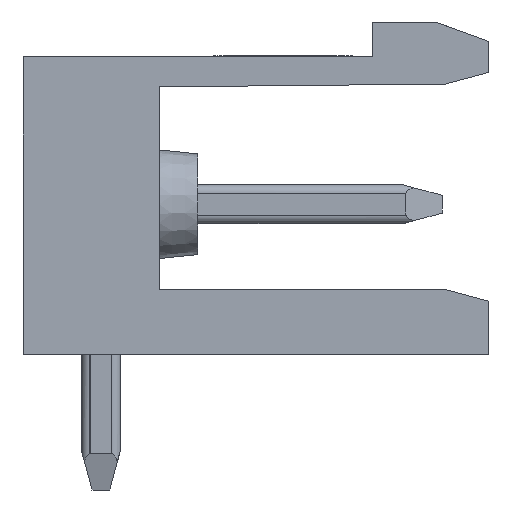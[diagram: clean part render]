
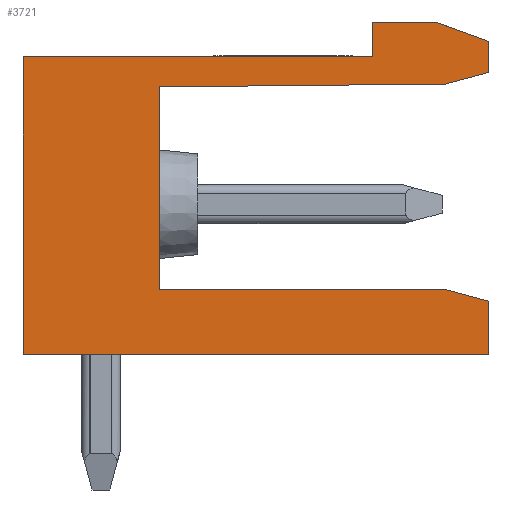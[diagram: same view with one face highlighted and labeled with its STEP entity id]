
A CAD part, left-side view. The second image highlights one B-rep face of the part: STEP entity #3721.
In plain terms, the highlighted planar face has unit normal (-1, 0, 0).
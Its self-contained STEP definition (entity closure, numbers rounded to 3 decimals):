
#3721=ADVANCED_FACE('',(#7049),#7050,.F.);
#7049=FACE_OUTER_BOUND('',#24688,.T.);
#7050=PLANE('',#24689);
#24688=EDGE_LOOP('',(#29653,#29654,#29655,#29656,#29657,#29658,#29659,#29660,#29661,#29662,#29663,#29664,#29665));
#24689=AXIS2_PLACEMENT_3D('',#29666,#29667,#29668);
#29653=ORIENTED_EDGE('',*,*,#33806,.T.);
#29654=ORIENTED_EDGE('',*,*,#33807,.T.);
#29655=ORIENTED_EDGE('',*,*,#33808,.T.);
#29656=ORIENTED_EDGE('',*,*,#33809,.T.);
#29657=ORIENTED_EDGE('',*,*,#33810,.T.);
#29658=ORIENTED_EDGE('',*,*,#33811,.T.);
#29659=ORIENTED_EDGE('',*,*,#33812,.T.);
#29660=ORIENTED_EDGE('',*,*,#33813,.T.);
#29661=ORIENTED_EDGE('',*,*,#33814,.T.);
#29662=ORIENTED_EDGE('',*,*,#33815,.T.);
#29663=ORIENTED_EDGE('',*,*,#33816,.T.);
#29664=ORIENTED_EDGE('',*,*,#33817,.F.);
#29665=ORIENTED_EDGE('',*,*,#33818,.F.);
#29666=CARTESIAN_POINT('',(0.,13.204,10.898));
#29667=DIRECTION('',(1.0,0.,0.));
#29668=DIRECTION('',(0.,0.,1.0));
#33806=EDGE_CURVE('',#36227,#36228,#36229,.F.);
#33807=EDGE_CURVE('',#36228,#36230,#36231,.F.);
#33808=EDGE_CURVE('',#36230,#36232,#36233,.F.);
#33809=EDGE_CURVE('',#36232,#36234,#36235,.F.);
#33810=EDGE_CURVE('',#36234,#36236,#36237,.F.);
#33811=EDGE_CURVE('',#36236,#36238,#36239,.F.);
#33812=EDGE_CURVE('',#36238,#36240,#36241,.F.);
#33813=EDGE_CURVE('',#36240,#36242,#36243,.F.);
#33814=EDGE_CURVE('',#36242,#36244,#36245,.F.);
#33815=EDGE_CURVE('',#36244,#36246,#36247,.F.);
#33816=EDGE_CURVE('',#36246,#36248,#36249,.F.);
#33817=EDGE_CURVE('',#36250,#36248,#36251,.F.);
#33818=EDGE_CURVE('',#36227,#36250,#36252,.F.);
#36227=VERTEX_POINT('',#39758);
#36228=VERTEX_POINT('',#39759);
#36229=LINE('',#39760,#39761);
#36230=VERTEX_POINT('',#39762);
#36231=LINE('',#39763,#39764);
#36232=VERTEX_POINT('',#39765);
#36233=LINE('',#39766,#39767);
#36234=VERTEX_POINT('',#39768);
#36235=LINE('',#39769,#39770);
#36236=VERTEX_POINT('',#39771);
#36237=LINE('',#39772,#39773);
#36238=VERTEX_POINT('',#39774);
#36239=LINE('',#39775,#39776);
#36240=VERTEX_POINT('',#39777);
#36241=LINE('',#39778,#39779);
#36242=VERTEX_POINT('',#39780);
#36243=LINE('',#39781,#39782);
#36244=VERTEX_POINT('',#39783);
#36245=LINE('',#39784,#39785);
#36246=VERTEX_POINT('',#39786);
#36247=LINE('',#39787,#39788);
#36248=VERTEX_POINT('',#39789);
#36249=LINE('',#39790,#39791);
#36250=VERTEX_POINT('',#39792);
#36251=LINE('',#39793,#39794);
#36252=LINE('',#39795,#39796);
#39758=CARTESIAN_POINT('',(0.,8.5,1.67));
#39759=CARTESIAN_POINT('',(0.,8.5,6.897));
#39760=CARTESIAN_POINT('',(0.,8.5,6.599));
#39761=VECTOR('',#43153,1.0);
#39762=CARTESIAN_POINT('',(0.,1.12,6.97));
#39763=CARTESIAN_POINT('',(0.,7.329,6.908));
#39764=VECTOR('',#43154,1.0);
#39765=CARTESIAN_POINT('',(0.,0.,7.27));
#39766=CARTESIAN_POINT('',(0.,6.285,5.586));
#39767=VECTOR('',#43155,1.0);
#39768=CARTESIAN_POINT('',(0.,0.,8.07));
#39769=CARTESIAN_POINT('',(0.,0.,5.449));
#39770=VECTOR('',#43156,1.0);
#39771=CARTESIAN_POINT('',(0.,1.374,8.57));
#39772=CARTESIAN_POINT('',(0.,6.284,10.357));
#39773=VECTOR('',#43157,1.0);
#39774=CARTESIAN_POINT('',(0.,3.,8.57));
#39775=CARTESIAN_POINT('',(0.,8.102,8.57));
#39776=VECTOR('',#43158,1.0);
#39777=CARTESIAN_POINT('',(0.,3.,7.67));
#39778=CARTESIAN_POINT('',(0.,3.,9.734));
#39779=VECTOR('',#43159,1.0);
#39780=CARTESIAN_POINT('',(0.,12.0,7.67));
#39781=CARTESIAN_POINT('',(0.,10.852,7.67));
#39782=VECTOR('',#43160,1.0);
#39783=CARTESIAN_POINT('',(0.,12.0,0.));
#39784=CARTESIAN_POINT('',(0.,12.0,9.284));
#39785=VECTOR('',#43161,1.0);
#39786=CARTESIAN_POINT('',(0.,0.,0.));
#39787=CARTESIAN_POINT('',(0.,10.352,0.0));
#39788=VECTOR('',#43162,1.0);
#39789=CARTESIAN_POINT('',(0.,0.,1.37));
#39790=CARTESIAN_POINT('',(0.,0.,5.449));
#39791=VECTOR('',#43163,1.0);
#39792=CARTESIAN_POINT('',(0.,1.12,1.67));
#39793=CARTESIAN_POINT('',(0.,7.911,3.49));
#39794=VECTOR('',#43164,1.0);
#39795=CARTESIAN_POINT('',(0.,6.602,1.67));
#39796=VECTOR('',#43165,1.0);
#43153=DIRECTION('',(0.,0.,-1.0));
#43154=DIRECTION('',(0.,1.,-0.01));
#43155=DIRECTION('',(0.,0.966,-0.259));
#43156=DIRECTION('',(0.,0.,-1.0));
#43157=DIRECTION('',(0.,-0.94,-0.342));
#43158=DIRECTION('',(0.,-1.0,0.));
#43159=DIRECTION('',(0.,0.,1.0));
#43160=DIRECTION('',(0.,-1.0,0.));
#43161=DIRECTION('',(0.,0.,1.0));
#43162=DIRECTION('',(0.,1.0,0.));
#43163=DIRECTION('',(0.,0.,-1.0));
#43164=DIRECTION('',(0.,0.966,0.259));
#43165=DIRECTION('',(0.,1.0,0.));
